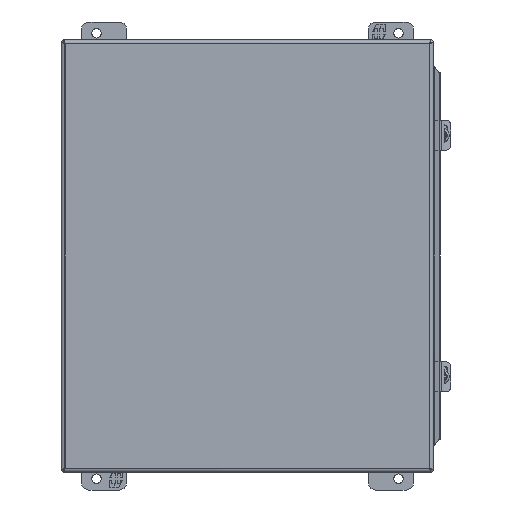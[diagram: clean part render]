
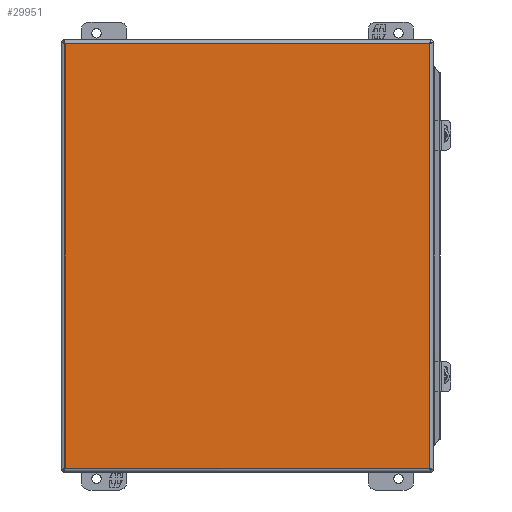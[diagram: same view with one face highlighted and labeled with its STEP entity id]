
A CAD part, front view. The second image highlights one B-rep face of the part: STEP entity #29951.
In plain terms, the highlighted planar face has unit normal (0, -1, 0).
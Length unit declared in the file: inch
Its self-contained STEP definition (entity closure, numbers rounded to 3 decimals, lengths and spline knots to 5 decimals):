
#2573 = DIRECTION ( 'NONE',  ( -1., 0., 0. ) ) ;
#3003 = CARTESIAN_POINT ( 'NONE',  ( -6.06622, -8.197, -7.048 ) ) ;
#8747 = CARTESIAN_POINT ( 'NONE',  ( -6.06622, -8.197, 7.048 ) ) ;
#9119 = VERTEX_POINT ( 'NONE', #3003 ) ;
#9411 = LINE ( 'NONE', #33938, #39609 ) ;
#10282 = PLANE ( 'NONE',  #26331 ) ;
#10559 = DIRECTION ( 'NONE',  ( 0., -1., 0. ) ) ;
#11352 = DIRECTION ( 'NONE',  ( 0., 0., -1. ) ) ;
#11562 = EDGE_CURVE ( 'NONE', #30522, #35933, #26274, .T. ) ;
#11614 = ORIENTED_EDGE ( 'NONE', *, *, #34570, .T. ) ;
#14608 = FACE_OUTER_BOUND ( 'NONE', #40176, .T. ) ;
#15551 = VECTOR ( 'NONE', #15936, 39.37008 ) ;
#15936 = DIRECTION ( 'NONE',  ( 0., 0., 1. ) ) ;
#16075 = CARTESIAN_POINT ( 'NONE',  ( 6.02978, -8.197, -7.048 ) ) ;
#20359 = LINE ( 'NONE', #31445, #37223 ) ;
#24086 = DIRECTION ( 'NONE',  ( 0., 0., -1. ) ) ;
#24737 = EDGE_CURVE ( 'NONE', #9119, #32878, #20359, .T. ) ;
#25220 = ORIENTED_EDGE ( 'NONE', *, *, #11562, .T. ) ;
#26274 = LINE ( 'NONE', #8747, #37735 ) ;
#26331 = AXIS2_PLACEMENT_3D ( 'NONE', #32388, #10559, #11352 ) ;
#28887 = LINE ( 'NONE', #16075, #15551 ) ;
#29355 = ORIENTED_EDGE ( 'NONE', *, *, #36517, .T. ) ;
#29951 = ADVANCED_FACE ( 'NONE', ( #14608 ), #10282, .T. ) ;
#30522 = VERTEX_POINT ( 'NONE', #35398 ) ;
#31445 = CARTESIAN_POINT ( 'NONE',  ( -6.06622, -8.197, -7.048 ) ) ;
#32388 = CARTESIAN_POINT ( 'NONE',  ( -6.06622, -8.197, -7.048 ) ) ;
#32878 = VERTEX_POINT ( 'NONE', #35635 ) ;
#33938 = CARTESIAN_POINT ( 'NONE',  ( -6.06622, -8.197, -7.048 ) ) ;
#34570 = EDGE_CURVE ( 'NONE', #35933, #9119, #9411, .T. ) ;
#34902 = DIRECTION ( 'NONE',  ( 1., 0., 0. ) ) ;
#35398 = CARTESIAN_POINT ( 'NONE',  ( 6.02978, -8.197, 7.048 ) ) ;
#35635 = CARTESIAN_POINT ( 'NONE',  ( 6.02978, -8.197, -7.048 ) ) ;
#35933 = VERTEX_POINT ( 'NONE', #40130 ) ;
#36517 = EDGE_CURVE ( 'NONE', #32878, #30522, #28887, .T. ) ;
#37223 = VECTOR ( 'NONE', #34902, 39.37008 ) ;
#37735 = VECTOR ( 'NONE', #2573, 39.37008 ) ;
#39338 = ORIENTED_EDGE ( 'NONE', *, *, #24737, .T. ) ;
#39609 = VECTOR ( 'NONE', #24086, 39.37008 ) ;
#40130 = CARTESIAN_POINT ( 'NONE',  ( -6.06622, -8.197, 7.048 ) ) ;
#40176 = EDGE_LOOP ( 'NONE', ( #29355, #25220, #11614, #39338 ) ) ;
